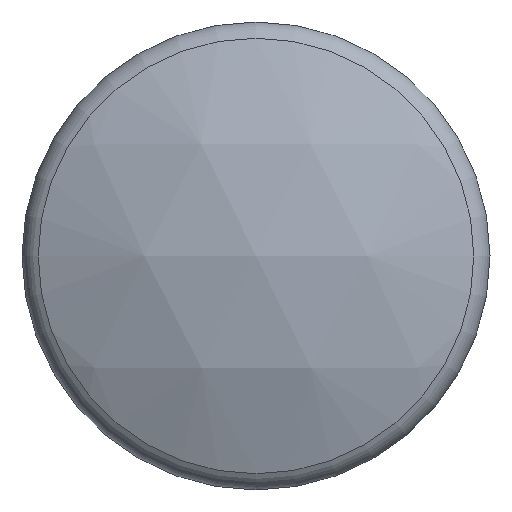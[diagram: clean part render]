
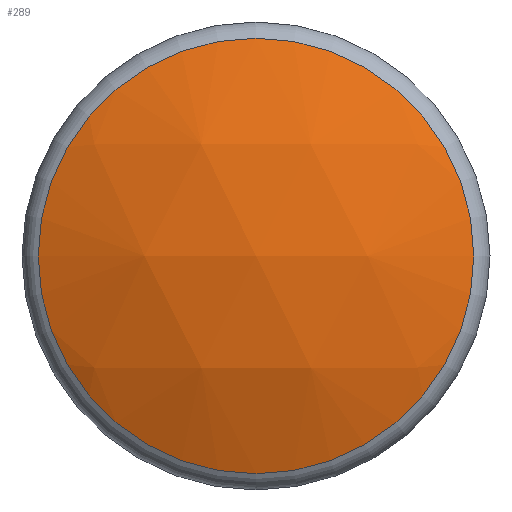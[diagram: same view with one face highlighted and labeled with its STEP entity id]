
A CAD part, left-side view. The second image highlights one B-rep face of the part: STEP entity #289.
In plain terms, the highlighted spherical face has radius 13.183 mm.
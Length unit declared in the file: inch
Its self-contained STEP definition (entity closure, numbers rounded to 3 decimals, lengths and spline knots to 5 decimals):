
#9 = CARTESIAN_POINT ( 'NONE',  ( -0.0499, 0., 0. ) ) ;
#38 = DIRECTION ( 'NONE',  ( 0., 1., 0. ) ) ;
#141 = EDGE_LOOP ( 'NONE', ( #394 ) ) ;
#214 = AXIS2_PLACEMENT_3D ( 'NONE', #9, #332, #360 ) ;
#244 = CARTESIAN_POINT ( 'NONE',  ( -0.0499, 0., 0.21821 ) ) ;
#265 = CIRCLE ( 'NONE', #214, 0.21821 ) ;
#275 = SPHERICAL_SURFACE ( 'NONE', #319, 0.519 ) ;
#289 = ADVANCED_FACE ( 'NONE', ( #380 ), #275, .T. ) ;
#319 = AXIS2_PLACEMENT_3D ( 'NONE', #355, #399, #38 ) ;
#332 = DIRECTION ( 'NONE',  ( -1., 0., 0. ) ) ;
#337 = VERTEX_POINT ( 'NONE', #244 ) ;
#355 = CARTESIAN_POINT ( 'NONE',  ( 0.421, 0., 0. ) ) ;
#360 = DIRECTION ( 'NONE',  ( 0., 0., 1. ) ) ;
#380 = FACE_OUTER_BOUND ( 'NONE', #141, .T. ) ;
#383 = EDGE_CURVE ( 'NONE', #337, #337, #265, .T. ) ;
#394 = ORIENTED_EDGE ( 'NONE', *, *, #383, .T. ) ;
#399 = DIRECTION ( 'NONE',  ( 0., 0., -1. ) ) ;
